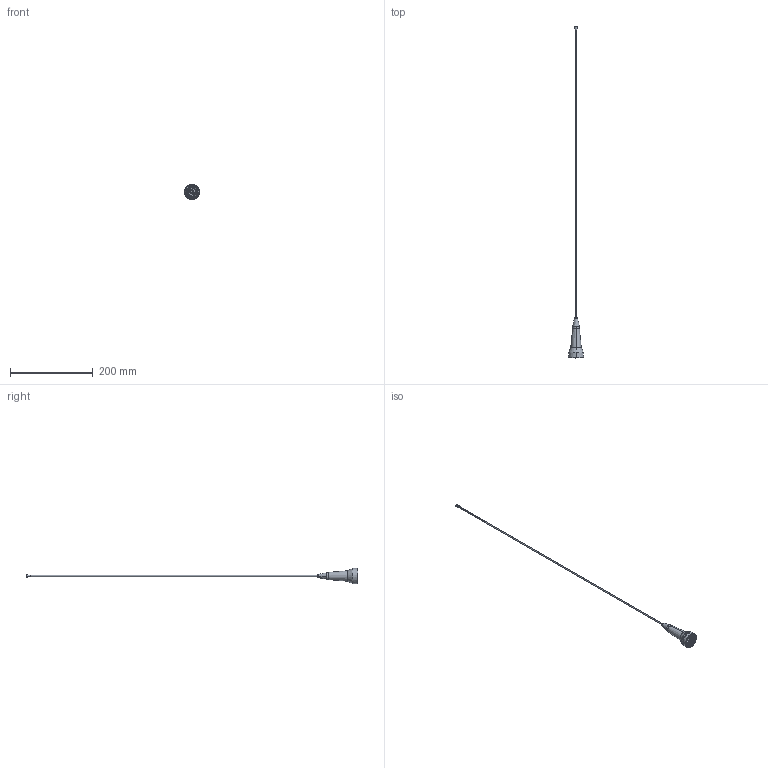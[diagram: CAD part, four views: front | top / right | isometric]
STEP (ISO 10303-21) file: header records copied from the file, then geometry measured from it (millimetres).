
FILE_DESCRIPTION (( 'STEP AP214' ), '1' );
FILE_NAME ('FM51MP1000_3D.step', '2023-01-17T21:09:59', ( '' ), ( '' ), 'SwSTEP 2.0', 'SolidWorks 2022', '' );
FILE_SCHEMA (( 'AUTOMOTIVE_DESIGN' ));
Length unit declared in the file: inch
Products named in the file (25): 6A-00020_REV-A; GS 4-5_REV-A; 1-00009_REV-A; 6-A145-02; 6-00071_REV-1; 7-00037_Rev-A; 13-00021_92311A422; 7-00059_Rev-A; 2-00003_REV-A_EM2A-00008; 7-00015_REV-A; EM6A-00001-Z00_REV-A; 13-00003_REV-A_91280A104; EMFLX3A-00001-REV-C; 6A-00002_REV-B; 2A-00016_REV_A_EM2A-00008; 13-00006_92313A820; FM51MP1000_3D; GS 4-12_REV-A; 7-00014_REV-A; 9-00002_REV-A; 7-00060_REV-A; 5-00008_Rev-B; EM2A-00008_REV-B; 7A-00037_REV-A; 18-00010_REV-A
Assembly tree (25 placements, depth 4):
  FM51MP1000_3D
    EM2A-00008_REV-B
      2A-00016_REV_A_EM2A-00008
        2-00003_REV-A_EM2A-00008
        1-00009_REV-A  x2
    EMFLX3A-00001-REV-C
      6A-00002_REV-B
        7-00014_REV-A
        6-A145-02
        7-00015_REV-A
      7A-00037_REV-A
        7-00037_Rev-A
        13-00006_92313A820
        13-00021_92311A422
      GS 4-5_REV-A
      GS 4-12_REV-A
      18-00010_REV-A
    EM6A-00001-Z00_REV-A
      6A-00020_REV-A
        6-00071_REV-1
        7-00059_Rev-A
        7-00060_REV-A
      5-00008_Rev-B
      13-00003_REV-A_91280A104
      9-00002_REV-A
Bounding box: 36.91 x 804.27 x 36.91 mm (x, y, z)
Surface area: 30325.5 mm2 (no closed solid volume)
Topology: 0 solids, 18 shells, 946 faces, 2523 edges, 1626 vertices
Faces by surface type: cylinder 448, bspline 245, plane 130, cone 123
Entity records: 73964 total; most frequent: CARTESIAN_POINT 40316, ORIENTED_EDGE 4984, DIRECTION 3621, EDGE_CURVE 2492, VERTEX_POINT 1615, AXIS2_PLACEMENT_3D 1414, EDGE_LOOP 987, LENGTH_MEASURE_WITH_UNIT 979
